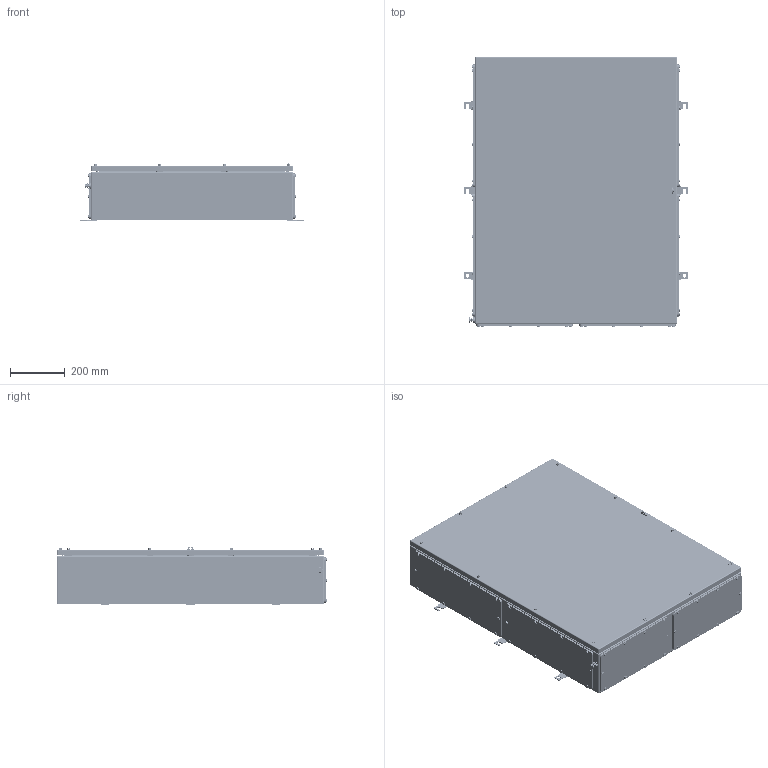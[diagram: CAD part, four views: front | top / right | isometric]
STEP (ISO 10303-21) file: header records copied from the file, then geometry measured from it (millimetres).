
FILE_DESCRIPTION(('CATIA V5 STEP Exchange','CAx-IF Rec.Pracs.--- Model Styling and Organization---1.4--- 2014-01-23'),'2;1');
FILE_NAME ('008602-7_3_1195630000_1195630000.stp','2019-09-24T06:11:14+00:00',('none'),('Weidmueller'),'CATIA Version 5-6 Release 2016 SP3 HF44','CATIA V5 STEP AP214','none');
FILE_SCHEMA(('AUTOMOTIVE_DESIGN { 1 0 10303 214 1 1 1 1 }'));
Products named in the file (1): 1195630000
Bounding box: 821 x 991 x 214.9 mm (x, y, z)
Volume: 4919237.9 mm3; surface area: 5370654.6 mm2
Topology: 189 solids, 189 shells, 5349 faces, 12414 edges, 7489 vertices
Faces by surface type: cylinder 2481, plane 1944, cone 366, torus 278, sphere 200, bspline 80
Entity records: 149653 total; most frequent: CARTESIAN_POINT 36191, ORIENTED_EDGE 24120, DIRECTION 19532, EDGE_CURVE 12060, AXIS2_PLACEMENT_3D 8980, VERTEX_POINT 7489, VECTOR 6435, LINE 6435
